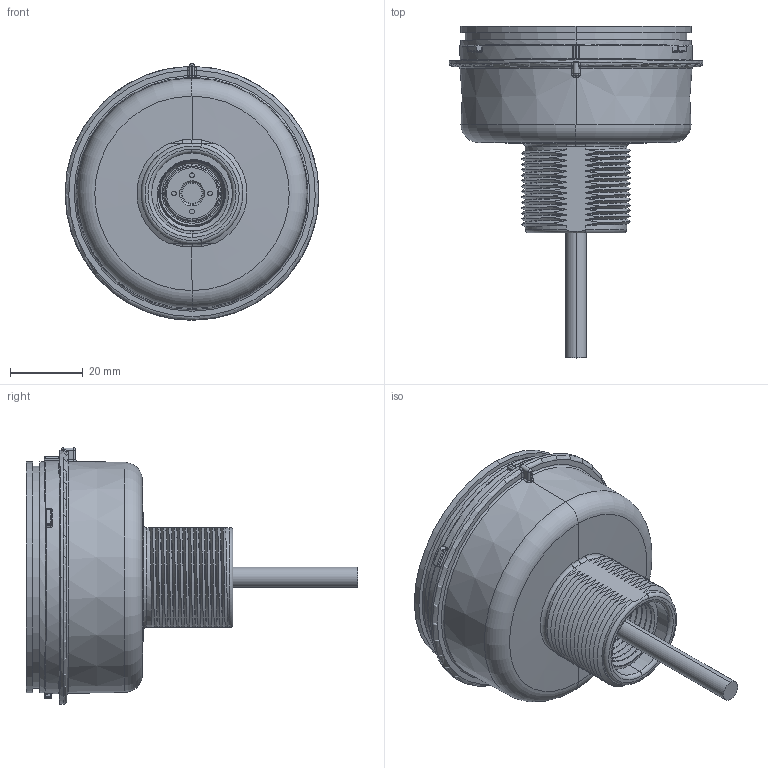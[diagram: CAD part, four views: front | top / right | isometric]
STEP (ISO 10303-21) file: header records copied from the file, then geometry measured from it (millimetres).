
FILE_DESCRIPTION((''),'2;1');
FILE_NAME('180993_ASM','2014-09-05T',('pdmadmin'),(''),'PRO/ENGINEER BY PARAMETRIC TECHNOLOGY CORPORATION, 2013230','PRO/ENGINEER BY PARAMETRIC TECHNOLOGY CORPORATION, 2013230','');
FILE_SCHEMA(('CONFIG_CONTROL_DESIGN'));
Length unit declared in the file: millimetre
Products named in the file (6): 180077; CABLE_225; 62676; 178930; 140249; 180993_ASM
Assembly tree (7 placements, depth 2):
  180993_ASM
    180077
    CABLE_225
    62676
    178930
    140249  x3
Bounding box: 70 x 91.5 x 70.75 mm (x, y, z)
Volume: 49411.8 mm3; surface area: 34664.5 mm2
Topology: 7 solids, 10 shells, 1017 faces, 3290 edges, 2232 vertices
Faces by surface type: cylinder 402, bspline 358, plane 105, torus 75, cone 53, sphere 24
Entity records: 51463 total; most frequent: CARTESIAN_POINT 36287, ORIENTED_EDGE 3373, DIRECTION 2442, EDGE_CURVE 1902, VERTEX_POINT 1232, AXIS2_PLACEMENT_3D 986, B_SPLINE_CURVE_WITH_KNOTS 926, EDGE_LOOP 717
